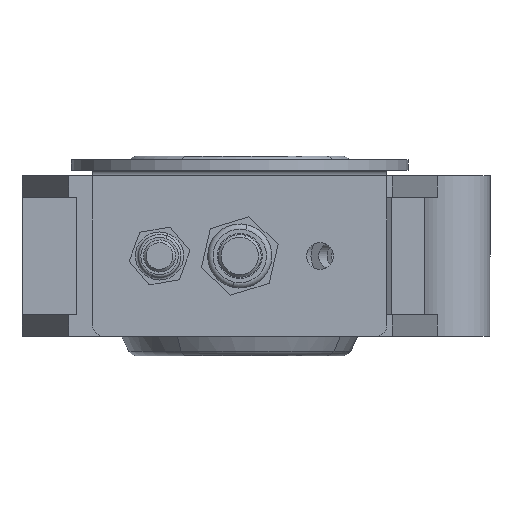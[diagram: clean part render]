
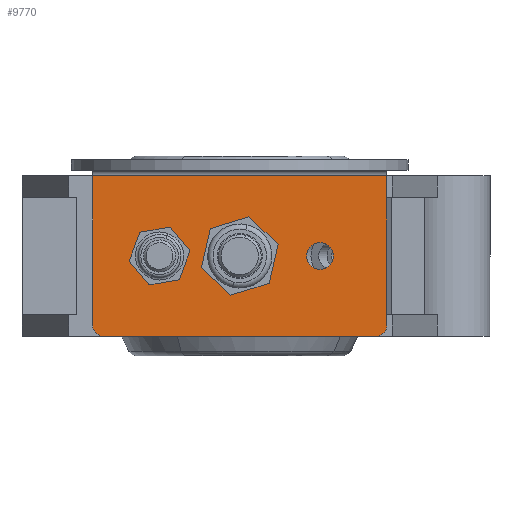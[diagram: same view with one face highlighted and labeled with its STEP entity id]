
A CAD part, left-side view. The second image highlights one B-rep face of the part: STEP entity #9770.
In plain terms, the highlighted planar face has unit normal (-1, 0, 0).
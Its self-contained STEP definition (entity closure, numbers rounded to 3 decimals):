
#116 = CARTESIAN_POINT ( 'NONE',  ( 96.396, 15., -18. ) ) ;
#451 = EDGE_CURVE ( 'NONE', #6976, #2528, #10259, .T. ) ;
#626 = DIRECTION ( 'NONE',  ( 1., 0., 0. ) ) ;
#717 = CARTESIAN_POINT ( 'NONE',  ( 96.396, 27.5, -30.996 ) ) ;
#839 = EDGE_LOOP ( 'NONE', ( #2748, #16694, #14314, #16818, #16278, #8019 ) ) ;
#877 = AXIS2_PLACEMENT_3D ( 'NONE', #3647, #3359, #10344 ) ;
#1048 = CARTESIAN_POINT ( 'NONE',  ( 96.396, 146.81, 40.789 ) ) ;
#1062 = EDGE_CURVE ( 'NONE', #5869, #9843, #3528, .T. ) ;
#1655 = ORIENTED_EDGE ( 'NONE', *, *, #9348, .T. ) ;
#1790 = DIRECTION ( 'NONE',  ( 0., 0., -1. ) ) ;
#1801 = AXIS2_PLACEMENT_3D ( 'NONE', #17635, #5022, #17827 ) ;
#2105 = AXIS2_PLACEMENT_3D ( 'NONE', #6128, #11728, #10722 ) ;
#2212 = CARTESIAN_POINT ( 'NONE',  ( 96.396, -25.5, -32.996 ) ) ;
#2308 = VERTEX_POINT ( 'NONE', #8209 ) ;
#2527 = FACE_OUTER_BOUND ( 'NONE', #839, .T. ) ;
#2528 = VERTEX_POINT ( 'NONE', #10696 ) ;
#2748 = ORIENTED_EDGE ( 'NONE', *, *, #5737, .F. ) ;
#2973 = VECTOR ( 'NONE', #13997, 1000. ) ;
#3001 = EDGE_CURVE ( 'NONE', #9105, #2308, #12343, .T. ) ;
#3359 = DIRECTION ( 'NONE',  ( 1., 0., 0. ) ) ;
#3391 = DIRECTION ( 'NONE',  ( 1., 0., 0. ) ) ;
#3528 = CIRCLE ( 'NONE', #17664, 3.3 ) ;
#3591 = CARTESIAN_POINT ( 'NONE',  ( 96.396, 27.5, 3.504 ) ) ;
#3647 = CARTESIAN_POINT ( 'NONE',  ( 96.396, -15., -18. ) ) ;
#4231 = LINE ( 'NONE', #15469, #2973 ) ;
#4235 = CIRCLE ( 'NONE', #11874, 3.3 ) ;
#4449 = CIRCLE ( 'NONE', #2105, 2.5 ) ;
#4874 = AXIS2_PLACEMENT_3D ( 'NONE', #14611, #626, #7900 ) ;
#5022 = DIRECTION ( 'NONE',  ( 1., 0., 0. ) ) ;
#5043 = CARTESIAN_POINT ( 'NONE',  ( 96.396, -25.5, -30.996 ) ) ;
#5268 = ORIENTED_EDGE ( 'NONE', *, *, #8846, .T. ) ;
#5423 = CARTESIAN_POINT ( 'NONE',  ( 96.396, 27.5, -32.996 ) ) ;
#5642 = CIRCLE ( 'NONE', #9137, 2. ) ;
#5712 = CARTESIAN_POINT ( 'NONE',  ( 96.396, 146.81, -3. ) ) ;
#5737 = EDGE_CURVE ( 'NONE', #14336, #2308, #10754, .T. ) ;
#5869 = VERTEX_POINT ( 'NONE', #17209 ) ;
#5991 = CIRCLE ( 'NONE', #9517, 2. ) ;
#6128 = CARTESIAN_POINT ( 'NONE',  ( 96.396, -15., -18. ) ) ;
#6180 = EDGE_CURVE ( 'NONE', #13596, #15832, #18031, .T. ) ;
#6512 = CIRCLE ( 'NONE', #1801, 4.5 ) ;
#6563 = VECTOR ( 'NONE', #6929, 1000. ) ;
#6889 = CARTESIAN_POINT ( 'NONE',  ( 96.396, 0., -13.5 ) ) ;
#6896 = ORIENTED_EDGE ( 'NONE', *, *, #15197, .T. ) ;
#6929 = DIRECTION ( 'NONE',  ( 0., 1., 0. ) ) ;
#6976 = VERTEX_POINT ( 'NONE', #9832 ) ;
#7225 = DIRECTION ( 'NONE',  ( -1., 0., 0. ) ) ;
#7857 = FACE_BOUND ( 'NONE', #11590, .T. ) ;
#7900 = DIRECTION ( 'NONE',  ( 0., 0., -1. ) ) ;
#8019 = ORIENTED_EDGE ( 'NONE', *, *, #3001, .T. ) ;
#8055 = FACE_BOUND ( 'NONE', #13223, .T. ) ;
#8209 = CARTESIAN_POINT ( 'NONE',  ( 96.396, 27.5, -3. ) ) ;
#8846 = EDGE_CURVE ( 'NONE', #17449, #12110, #16930, .T. ) ;
#9043 = VECTOR ( 'NONE', #13887, 1000. ) ;
#9105 = VERTEX_POINT ( 'NONE', #11183 ) ;
#9137 = AXIS2_PLACEMENT_3D ( 'NONE', #5043, #14885, #10735 ) ;
#9190 = DIRECTION ( 'NONE',  ( 0., 0., 1. ) ) ;
#9348 = EDGE_CURVE ( 'NONE', #2528, #6976, #4449, .T. ) ;
#9514 = DIRECTION ( 'NONE',  ( 1., 0., 0. ) ) ;
#9517 = AXIS2_PLACEMENT_3D ( 'NONE', #12745, #7225, #1790 ) ;
#9695 = CARTESIAN_POINT ( 'NONE',  ( 96.396, 25.5, -32.996 ) ) ;
#9770 = ADVANCED_FACE ( 'NONE', ( #8055, #7857, #13477, #2527 ), #13679, .F. ) ;
#9832 = CARTESIAN_POINT ( 'NONE',  ( 96.396, -15., -15.5 ) ) ;
#9843 = VERTEX_POINT ( 'NONE', #18169 ) ;
#10259 = CIRCLE ( 'NONE', #877, 2.5 ) ;
#10344 = DIRECTION ( 'NONE',  ( 0., 0., -1. ) ) ;
#10500 = CARTESIAN_POINT ( 'NONE',  ( 96.396, -27.5, -30.996 ) ) ;
#10696 = CARTESIAN_POINT ( 'NONE',  ( 96.396, -15., -20.5 ) ) ;
#10722 = DIRECTION ( 'NONE',  ( 0., 0., -1. ) ) ;
#10735 = DIRECTION ( 'NONE',  ( 0., 0., -1. ) ) ;
#10754 = LINE ( 'NONE', #3591, #16126 ) ;
#10831 = DIRECTION ( 'NONE',  ( 0., 0., -1. ) ) ;
#10869 = EDGE_CURVE ( 'NONE', #9105, #16025, #4231, .T. ) ;
#11183 = CARTESIAN_POINT ( 'NONE',  ( 96.396, -27.5, -3. ) ) ;
#11397 = ORIENTED_EDGE ( 'NONE', *, *, #12469, .T. ) ;
#11590 = EDGE_LOOP ( 'NONE', ( #1655, #17569 ) ) ;
#11728 = DIRECTION ( 'NONE',  ( 1., 0., 0. ) ) ;
#11874 = AXIS2_PLACEMENT_3D ( 'NONE', #116, #16779, #15583 ) ;
#12110 = VERTEX_POINT ( 'NONE', #16298 ) ;
#12343 = LINE ( 'NONE', #5712, #6563 ) ;
#12469 = EDGE_CURVE ( 'NONE', #12110, #17449, #6512, .T. ) ;
#12745 = CARTESIAN_POINT ( 'NONE',  ( 96.396, 25.5, -30.996 ) ) ;
#13223 = EDGE_LOOP ( 'NONE', ( #15936, #6896 ) ) ;
#13477 = FACE_BOUND ( 'NONE', #18055, .T. ) ;
#13596 = VERTEX_POINT ( 'NONE', #2212 ) ;
#13679 = PLANE ( 'NONE',  #17997 ) ;
#13887 = DIRECTION ( 'NONE',  ( 0., 1., 0. ) ) ;
#13997 = DIRECTION ( 'NONE',  ( 0., 0., -1. ) ) ;
#14273 = EDGE_CURVE ( 'NONE', #13596, #16025, #5642, .T. ) ;
#14314 = ORIENTED_EDGE ( 'NONE', *, *, #6180, .F. ) ;
#14336 = VERTEX_POINT ( 'NONE', #717 ) ;
#14611 = CARTESIAN_POINT ( 'NONE',  ( 96.396, 0., -18. ) ) ;
#14801 = EDGE_CURVE ( 'NONE', #14336, #15832, #5991, .T. ) ;
#14807 = CARTESIAN_POINT ( 'NONE',  ( 96.396, 15., -18. ) ) ;
#14885 = DIRECTION ( 'NONE',  ( -1., 0., 0. ) ) ;
#14937 = DIRECTION ( 'NONE',  ( 0., 0., -1. ) ) ;
#15197 = EDGE_CURVE ( 'NONE', #9843, #5869, #4235, .T. ) ;
#15469 = CARTESIAN_POINT ( 'NONE',  ( 96.396, -27.5, -32.996 ) ) ;
#15583 = DIRECTION ( 'NONE',  ( 0., 0., -1. ) ) ;
#15832 = VERTEX_POINT ( 'NONE', #9695 ) ;
#15936 = ORIENTED_EDGE ( 'NONE', *, *, #1062, .T. ) ;
#16025 = VERTEX_POINT ( 'NONE', #10500 ) ;
#16126 = VECTOR ( 'NONE', #9190, 1000. ) ;
#16278 = ORIENTED_EDGE ( 'NONE', *, *, #10869, .F. ) ;
#16298 = CARTESIAN_POINT ( 'NONE',  ( 96.396, 0., -22.5 ) ) ;
#16694 = ORIENTED_EDGE ( 'NONE', *, *, #14801, .T. ) ;
#16779 = DIRECTION ( 'NONE',  ( 1., 0., 0. ) ) ;
#16818 = ORIENTED_EDGE ( 'NONE', *, *, #14273, .T. ) ;
#16930 = CIRCLE ( 'NONE', #4874, 4.5 ) ;
#17209 = CARTESIAN_POINT ( 'NONE',  ( 96.396, 15., -21.3 ) ) ;
#17449 = VERTEX_POINT ( 'NONE', #6889 ) ;
#17569 = ORIENTED_EDGE ( 'NONE', *, *, #451, .T. ) ;
#17635 = CARTESIAN_POINT ( 'NONE',  ( 96.396, 0., -18. ) ) ;
#17664 = AXIS2_PLACEMENT_3D ( 'NONE', #14807, #3391, #10831 ) ;
#17827 = DIRECTION ( 'NONE',  ( 0., 0., -1. ) ) ;
#17997 = AXIS2_PLACEMENT_3D ( 'NONE', #1048, #9514, #14937 ) ;
#18031 = LINE ( 'NONE', #5423, #9043 ) ;
#18055 = EDGE_LOOP ( 'NONE', ( #11397, #5268 ) ) ;
#18169 = CARTESIAN_POINT ( 'NONE',  ( 96.396, 15., -14.7 ) ) ;
